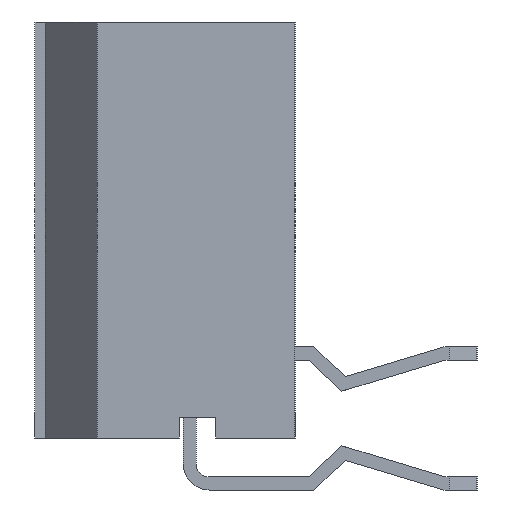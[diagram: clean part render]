
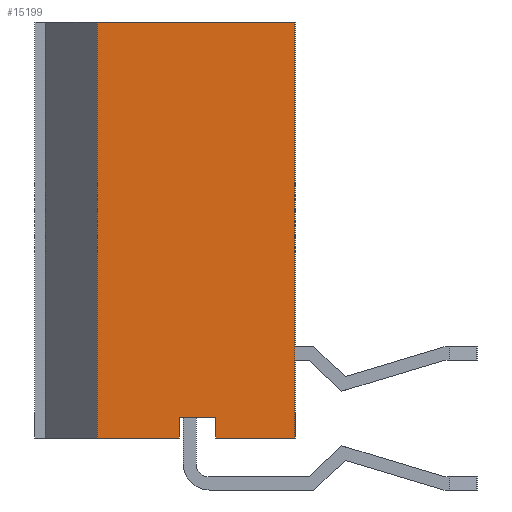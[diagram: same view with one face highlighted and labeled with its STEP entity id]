
A CAD part, left-side view. The second image highlights one B-rep face of the part: STEP entity #15199.
In plain terms, the highlighted planar face has unit normal (-1, 0, 0).
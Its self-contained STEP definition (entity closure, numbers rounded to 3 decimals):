
#13=DIRECTION('',(0.,-1.,0.));
#14=VECTOR('',#13,1.525);
#15=CARTESIAN_POINT('',(-21.7,1.525,-4.));
#16=LINE('',#15,#14);
#61=DIRECTION('',(0.,-1.,0.));
#62=VECTOR('',#61,1.575);
#63=CARTESIAN_POINT('',(-21.7,3.8,-4.));
#64=LINE('',#63,#62);
#85=DIRECTION('',(0.,0.,1.));
#86=VECTOR('',#85,8.);
#87=CARTESIAN_POINT('',(-21.7,0.,-4.));
#88=LINE('',#87,#86);
#713=DIRECTION('',(0.,0.,1.));
#714=VECTOR('',#713,0.4);
#715=CARTESIAN_POINT('',(-21.7,2.225,-4.));
#716=LINE('',#715,#714);
#717=DIRECTION('',(0.,0.,1.));
#718=VECTOR('',#717,8.);
#719=CARTESIAN_POINT('',(-21.7,3.8,-4.));
#720=LINE('',#719,#718);
#721=DIRECTION('',(0.,0.,1.));
#722=VECTOR('',#721,0.4);
#723=CARTESIAN_POINT('',(-21.7,1.525,-4.));
#724=LINE('',#723,#722);
#725=DIRECTION('',(0.,-1.,0.));
#726=VECTOR('',#725,0.7);
#727=CARTESIAN_POINT('',(-21.7,2.225,-3.6));
#728=LINE('',#727,#726);
#741=DIRECTION('',(0.,-1.,0.));
#742=VECTOR('',#741,3.8);
#743=CARTESIAN_POINT('',(-21.7,3.8,4.));
#744=LINE('',#743,#742);
#10989=CARTESIAN_POINT('',(-21.7,3.8,-4.));
#10990=VERTEX_POINT('',#10989);
#10991=CARTESIAN_POINT('',(-21.7,0.,4.));
#10993=VERTEX_POINT('',#10991);
#11001=CARTESIAN_POINT('',(-21.7,3.8,4.));
#11002=VERTEX_POINT('',#11001);
#11003=CARTESIAN_POINT('',(-21.7,0.,-4.));
#11004=VERTEX_POINT('',#11003);
#11017=CARTESIAN_POINT('',(-21.7,2.225,-4.));
#11018=CARTESIAN_POINT('',(-21.7,2.225,-3.6));
#11019=VERTEX_POINT('',#11017);
#11020=VERTEX_POINT('',#11018);
#11021=CARTESIAN_POINT('',(-21.7,1.525,-3.6));
#11022=VERTEX_POINT('',#11021);
#11023=CARTESIAN_POINT('',(-21.7,1.525,-4.));
#11024=VERTEX_POINT('',#11023);
#15181=CARTESIAN_POINT('',(-21.7,3.8,-4.));
#15182=DIRECTION('',(-1.,0.,0.));
#15183=DIRECTION('',(0.,-1.,0.));
#15184=AXIS2_PLACEMENT_3D('',#15181,#15182,#15183);
#15185=PLANE('',#15184);
#15186=ORIENTED_EDGE('',*,*,#15136,.F.);
#15187=ORIENTED_EDGE('',*,*,#14614,.F.);
#15189=ORIENTED_EDGE('',*,*,#15188,.T.);
#15191=ORIENTED_EDGE('',*,*,#15190,.T.);
#15192=ORIENTED_EDGE('',*,*,#14635,.F.);
#15193=ORIENTED_EDGE('',*,*,#14566,.F.);
#15194=ORIENTED_EDGE('',*,*,#15042,.T.);
#15196=ORIENTED_EDGE('',*,*,#15195,.F.);
#15197=EDGE_LOOP('',(#15186,#15187,#15189,#15191,#15192,#15193,#15194,#15196));
#15198=FACE_OUTER_BOUND('',#15197,.F.);
#15199=ADVANCED_FACE('',(#15198),#15185,.T.);
#14566=EDGE_CURVE('',#11024,#11004,#16,.T.);
#14614=EDGE_CURVE('',#10990,#11019,#64,.T.);
#14635=EDGE_CURVE('',#11004,#10993,#88,.T.);
#15042=EDGE_CURVE('',#11024,#11022,#724,.T.);
#15136=EDGE_CURVE('',#11019,#11020,#716,.T.);
#15188=EDGE_CURVE('',#10990,#11002,#720,.T.);
#15190=EDGE_CURVE('',#11002,#10993,#744,.T.);
#15195=EDGE_CURVE('',#11020,#11022,#728,.T.);
